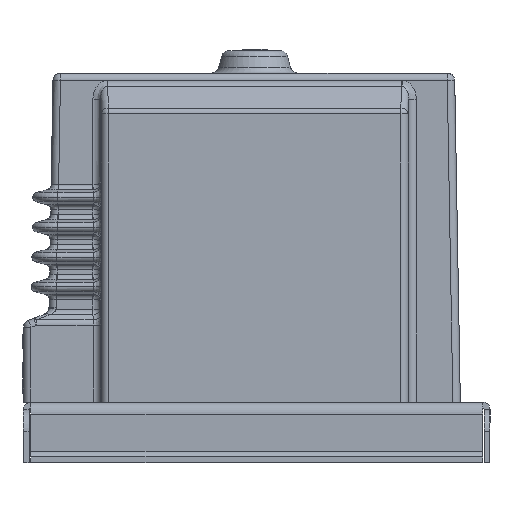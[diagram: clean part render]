
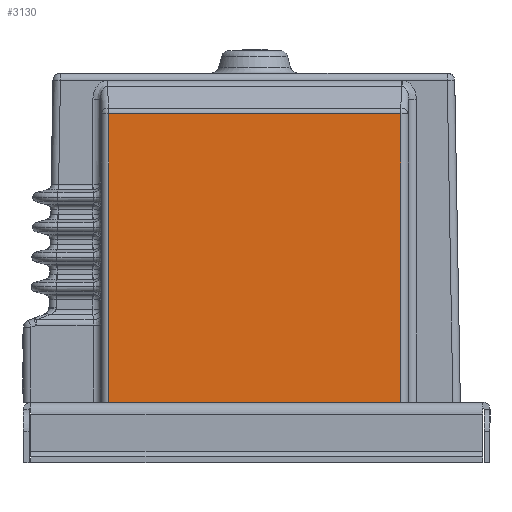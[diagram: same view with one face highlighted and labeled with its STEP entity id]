
A CAD part, left-side view. The second image highlights one B-rep face of the part: STEP entity #3130.
In plain terms, the highlighted face is planar.
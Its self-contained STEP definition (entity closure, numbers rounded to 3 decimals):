
#3130=ADVANCED_FACE('',(#12546),#12548,.F.);
#12546=FACE_BOUND('',#12547,.T.);
#12547=EDGE_LOOP('',(#21652,#21653,#21654,#21655));
#12548=PLANE('',#12549);
#12549=AXIS2_PLACEMENT_3D('',#12550,#12551,#12552);
#12550=CARTESIAN_POINT('',(74.74,196.95,95.4));
#12551=DIRECTION('',(-1.,0.,0.));
#12552=DIRECTION('',(0.,0.,1.));
#21652=ORIENTED_EDGE('',*,*,#26297,.T.);
#21653=ORIENTED_EDGE('',*,*,#26298,.T.);
#21654=ORIENTED_EDGE('',*,*,#26180,.T.);
#21655=ORIENTED_EDGE('',*,*,#26296,.T.);
#26180=EDGE_CURVE('',#29218,#29216,#29219,.T.);
#26296=EDGE_CURVE('',#29216,#29416,#29418,.T.);
#26297=EDGE_CURVE('',#29416,#29419,#29420,.T.);
#26298=EDGE_CURVE('',#29419,#29218,#29421,.T.);
#29216=VERTEX_POINT('',#36703);
#29218=VERTEX_POINT('',#36708);
#29219=LINE('',#36709,#36710);
#29416=VERTEX_POINT('',#37711);
#29418=LINE('',#37716,#37717);
#29419=VERTEX_POINT('',#37719);
#29420=LINE('',#37720,#37721);
#29421=LINE('',#37723,#37724);
#36703=CARTESIAN_POINT('',(74.74,0.,-106.773));
#36708=CARTESIAN_POINT('',(74.74,0.,90.523));
#36709=CARTESIAN_POINT('',(74.74,0.,90.523));
#36710=VECTOR('',#36711,1.);
#36711=DIRECTION('',(0.,0.,-1.));
#37711=CARTESIAN_POINT('',(74.74,194.56,-106.773));
#37716=CARTESIAN_POINT('',(74.74,0.,-106.773));
#37717=VECTOR('',#37718,1.);
#37718=DIRECTION('',(0.,1.,0.));
#37719=CARTESIAN_POINT('',(74.74,194.56,90.523));
#37720=CARTESIAN_POINT('',(74.74,194.56,-106.773));
#37721=VECTOR('',#37722,1.);
#37722=DIRECTION('',(0.,0.,1.));
#37723=CARTESIAN_POINT('',(74.74,194.56,90.523));
#37724=VECTOR('',#37725,1.);
#37725=DIRECTION('',(0.,-1.,0.));
